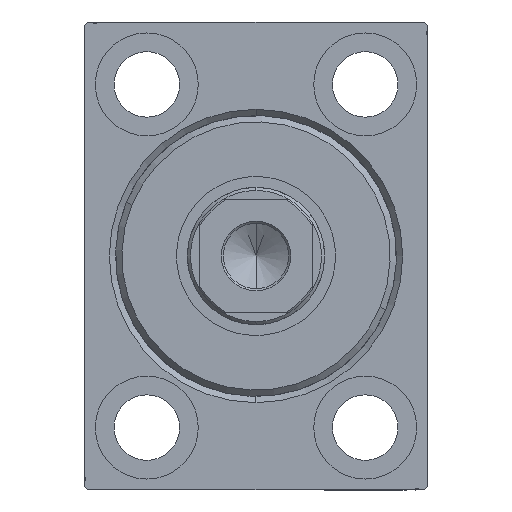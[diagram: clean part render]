
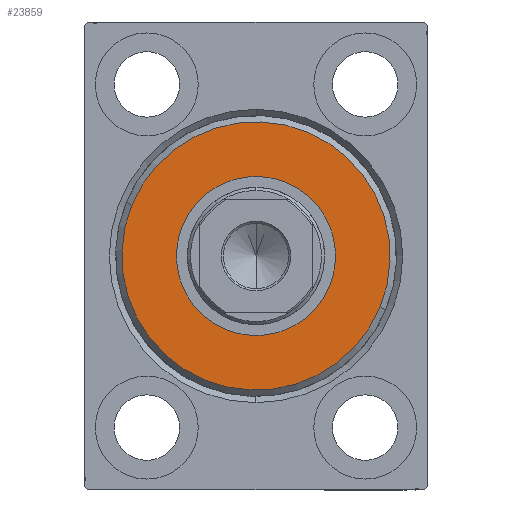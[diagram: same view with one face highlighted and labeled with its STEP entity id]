
A CAD part, left-side view. The second image highlights one B-rep face of the part: STEP entity #23859.
In plain terms, the highlighted face is planar.
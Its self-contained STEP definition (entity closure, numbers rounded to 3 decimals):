
#1225 = PLANE ( 'NONE',  #22710 ) ;
#1435 = DIRECTION ( 'NONE',  ( 0., 0., -1. ) ) ;
#1438 = ORIENTED_EDGE ( 'NONE', *, *, #41874, .T. ) ;
#3296 = AXIS2_PLACEMENT_3D ( 'NONE', #21609, #4476, #28388 ) ;
#4476 = DIRECTION ( 'NONE',  ( 1., 0., 0. ) ) ;
#5035 = DIRECTION ( 'NONE',  ( -1., 0., 0. ) ) ;
#8958 = CARTESIAN_POINT ( 'NONE',  ( 3., 0., -21.5 ) ) ;
#9134 = EDGE_CURVE ( 'NONE', #28890, #12555, #10916, .T. ) ;
#10916 = CIRCLE ( 'NONE', #12351, 21.5 ) ;
#11144 = DIRECTION ( 'NONE',  ( 0., 0., -1. ) ) ;
#12351 = AXIS2_PLACEMENT_3D ( 'NONE', #22583, #15368, #19205 ) ;
#12555 = VERTEX_POINT ( 'NONE', #8958 ) ;
#12761 = EDGE_LOOP ( 'NONE', ( #1438, #22961 ) ) ;
#12994 = EDGE_CURVE ( 'NONE', #32459, #34057, #42009, .T. ) ;
#14085 = DIRECTION ( 'NONE',  ( 1., 0., 0. ) ) ;
#14307 = FACE_OUTER_BOUND ( 'NONE', #29347, .T. ) ;
#15368 = DIRECTION ( 'NONE',  ( 1., 0., 0. ) ) ;
#18765 = CARTESIAN_POINT ( 'NONE',  ( 3., 0., 0. ) ) ;
#19205 = DIRECTION ( 'NONE',  ( 0., 0., -1. ) ) ;
#20490 = CARTESIAN_POINT ( 'NONE',  ( 3., 0., 21.5 ) ) ;
#21060 = CIRCLE ( 'NONE', #41985, 12.75 ) ;
#21272 = EDGE_CURVE ( 'NONE', #12555, #28890, #35722, .T. ) ;
#21609 = CARTESIAN_POINT ( 'NONE',  ( 3., 0., 0. ) ) ;
#22583 = CARTESIAN_POINT ( 'NONE',  ( 3., 0., 0. ) ) ;
#22710 = AXIS2_PLACEMENT_3D ( 'NONE', #42291, #14085, #11144 ) ;
#22961 = ORIENTED_EDGE ( 'NONE', *, *, #12994, .T. ) ;
#23859 = ADVANCED_FACE ( 'NONE', ( #14307, #41842 ), #1225, .T. ) ;
#25146 = CARTESIAN_POINT ( 'NONE',  ( 3., 0., -12.75 ) ) ;
#26003 = CARTESIAN_POINT ( 'NONE',  ( 3., 0., 0. ) ) ;
#26789 = ORIENTED_EDGE ( 'NONE', *, *, #21272, .T. ) ;
#28388 = DIRECTION ( 'NONE',  ( 0., 0., -1. ) ) ;
#28890 = VERTEX_POINT ( 'NONE', #20490 ) ;
#28934 = DIRECTION ( 'NONE',  ( -1., 0., 0. ) ) ;
#29347 = EDGE_LOOP ( 'NONE', ( #34456, #26789 ) ) ;
#31185 = AXIS2_PLACEMENT_3D ( 'NONE', #26003, #5035, #1435 ) ;
#32459 = VERTEX_POINT ( 'NONE', #25146 ) ;
#34057 = VERTEX_POINT ( 'NONE', #34570 ) ;
#34456 = ORIENTED_EDGE ( 'NONE', *, *, #9134, .T. ) ;
#34570 = CARTESIAN_POINT ( 'NONE',  ( 3., 0., 12.75 ) ) ;
#35722 = CIRCLE ( 'NONE', #3296, 21.5 ) ;
#35926 = DIRECTION ( 'NONE',  ( 0., 0., -1. ) ) ;
#41842 = FACE_BOUND ( 'NONE', #12761, .T. ) ;
#41874 = EDGE_CURVE ( 'NONE', #34057, #32459, #21060, .T. ) ;
#41985 = AXIS2_PLACEMENT_3D ( 'NONE', #18765, #28934, #35926 ) ;
#42009 = CIRCLE ( 'NONE', #31185, 12.75 ) ;
#42291 = CARTESIAN_POINT ( 'NONE',  ( 3., 0., 0. ) ) ;
